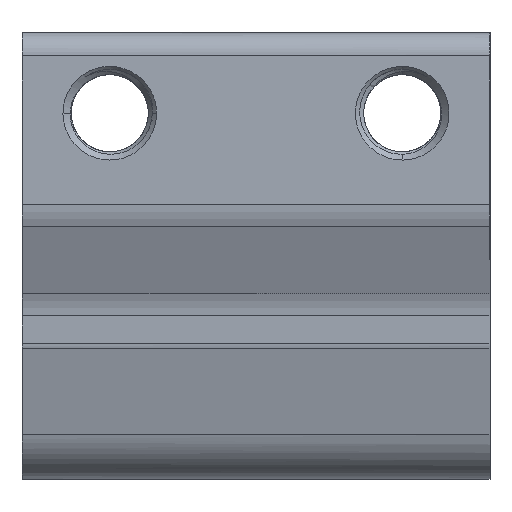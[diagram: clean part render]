
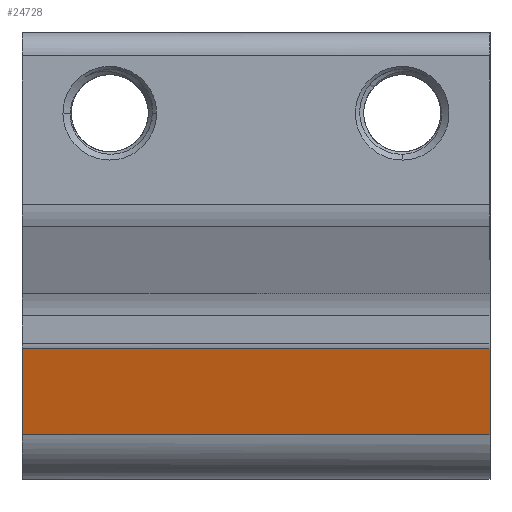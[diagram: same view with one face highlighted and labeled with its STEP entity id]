
A CAD part, left-side view. The second image highlights one B-rep face of the part: STEP entity #24728.
In plain terms, the highlighted planar face has unit normal (-0.972, 0, -0.237).
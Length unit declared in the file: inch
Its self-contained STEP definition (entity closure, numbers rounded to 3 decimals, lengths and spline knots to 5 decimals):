
#191 = ORIENTED_EDGE ( 'NONE', *, *, #16449, .T. ) ;
#618 = CARTESIAN_POINT ( 'NONE',  ( -2.71917, -0.5, -2.94693 ) ) ;
#762 = CARTESIAN_POINT ( 'NONE',  ( -2.80893, -0.5, -2.57932 ) ) ;
#2921 = VERTEX_POINT ( 'NONE', #8856 ) ;
#4045 = VERTEX_POINT ( 'NONE', #618 ) ;
#5149 = EDGE_CURVE ( 'NONE', #6086, #4045, #10454, .T. ) ;
#5453 = VECTOR ( 'NONE', #28799, 39.37008 ) ;
#5889 = EDGE_CURVE ( 'NONE', #2921, #26189, #19407, .T. ) ;
#6086 = VERTEX_POINT ( 'NONE', #762 ) ;
#6225 = CARTESIAN_POINT ( 'NONE',  ( -2.71917, -0.5, -2.94693 ) ) ;
#6251 = DIRECTION ( 'NONE',  ( -0.237, 0., 0.971 ) ) ;
#8546 = PLANE ( 'NONE',  #16552 ) ;
#8706 = EDGE_LOOP ( 'NONE', ( #17923, #191, #28290, #15685 ) ) ;
#8856 = CARTESIAN_POINT ( 'NONE',  ( -2.71917, 1.5, -2.94693 ) ) ;
#9312 = CARTESIAN_POINT ( 'NONE',  ( -2.71917, 1.5, -2.94693 ) ) ;
#10216 = CARTESIAN_POINT ( 'NONE',  ( -2.80893, 1.5, -2.57932 ) ) ;
#10429 = VECTOR ( 'NONE', #25221, 39.37008 ) ;
#10454 = LINE ( 'NONE', #14910, #5453 ) ;
#11144 = DIRECTION ( 'NONE',  ( -0.971, 0., -0.237 ) ) ;
#12478 = CARTESIAN_POINT ( 'NONE',  ( -2.80893, -0.5, -2.57932 ) ) ;
#14910 = CARTESIAN_POINT ( 'NONE',  ( -2.80893, -0.5, -2.57932 ) ) ;
#15637 = DIRECTION ( 'NONE',  ( 0., 1., 0. ) ) ;
#15685 = ORIENTED_EDGE ( 'NONE', *, *, #15702, .F. ) ;
#15702 = EDGE_CURVE ( 'NONE', #4045, #2921, #25314, .T. ) ;
#16449 = EDGE_CURVE ( 'NONE', #6086, #26189, #17762, .T. ) ;
#16552 = AXIS2_PLACEMENT_3D ( 'NONE', #24864, #11144, #6251 ) ;
#17762 = LINE ( 'NONE', #12478, #24210 ) ;
#17923 = ORIENTED_EDGE ( 'NONE', *, *, #5149, .F. ) ;
#19407 = LINE ( 'NONE', #9312, #10429 ) ;
#21485 = DIRECTION ( 'NONE',  ( 0., 1., 0. ) ) ;
#23669 = FACE_OUTER_BOUND ( 'NONE', #8706, .T. ) ;
#24210 = VECTOR ( 'NONE', #21485, 39.37008 ) ;
#24728 = ADVANCED_FACE ( 'NONE', ( #23669 ), #8546, .T. ) ;
#24864 = CARTESIAN_POINT ( 'NONE',  ( -2.76405, -0.5, -2.76313 ) ) ;
#25221 = DIRECTION ( 'NONE',  ( -0.237, 0., 0.971 ) ) ;
#25314 = LINE ( 'NONE', #6225, #28185 ) ;
#26189 = VERTEX_POINT ( 'NONE', #10216 ) ;
#28185 = VECTOR ( 'NONE', #15637, 39.37008 ) ;
#28290 = ORIENTED_EDGE ( 'NONE', *, *, #5889, .F. ) ;
#28799 = DIRECTION ( 'NONE',  ( 0.237, 0., -0.971 ) ) ;
